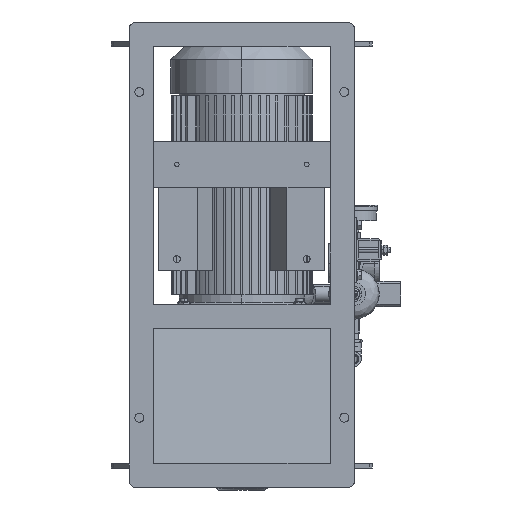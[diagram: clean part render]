
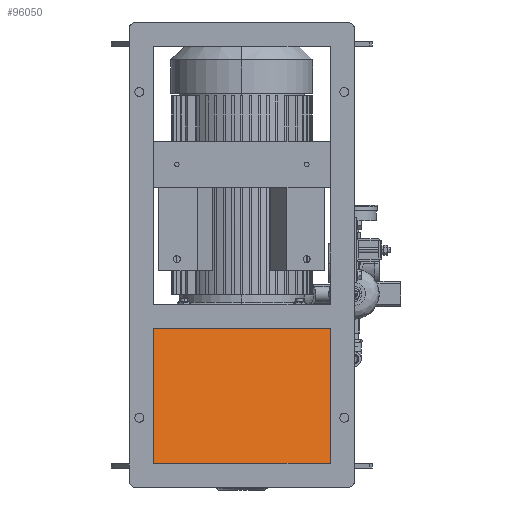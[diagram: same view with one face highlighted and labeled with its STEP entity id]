
A CAD part, front view. The second image highlights one B-rep face of the part: STEP entity #96050.
In plain terms, the highlighted planar face has unit normal (0, -0.982, 0.187).
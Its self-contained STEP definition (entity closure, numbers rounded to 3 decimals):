
#456 = CARTESIAN_POINT ( 'NONE',  ( 190., -283.965, -97.437 ) ) ;
#2059 = EDGE_CURVE ( 'NONE', #74369, #54702, #39400, .T. ) ;
#7845 = EDGE_CURVE ( 'NONE', #74369, #12570, #91806, .T. ) ;
#9944 = CARTESIAN_POINT ( 'NONE',  ( 190., -283.965, -97.437 ) ) ;
#12570 = VERTEX_POINT ( 'NONE', #92019 ) ;
#17037 = ORIENTED_EDGE ( 'NONE', *, *, #7845, .T. ) ;
#22438 = AXIS2_PLACEMENT_3D ( 'NONE', #9944, #43600, #104013 ) ;
#29775 = CARTESIAN_POINT ( 'NONE',  ( -190., -283.965, -97.437 ) ) ;
#36487 = ORIENTED_EDGE ( 'NONE', *, *, #2059, .F. ) ;
#39400 = LINE ( 'NONE', #104752, #108815 ) ;
#39495 = VERTEX_POINT ( 'NONE', #29775 ) ;
#42065 = FACE_OUTER_BOUND ( 'NONE', #93023, .T. ) ;
#42223 = CARTESIAN_POINT ( 'NONE',  ( 190., -228.965, 192. ) ) ;
#43600 = DIRECTION ( 'NONE',  ( 0., 0.982, -0.187 ) ) ;
#44756 = CARTESIAN_POINT ( 'NONE',  ( 190., -283.965, -97.437 ) ) ;
#52274 = ORIENTED_EDGE ( 'NONE', *, *, #107295, .F. ) ;
#52799 = DIRECTION ( 'NONE',  ( -1., 0., 0. ) ) ;
#54702 = VERTEX_POINT ( 'NONE', #44756 ) ;
#57832 = DIRECTION ( 'NONE',  ( 0., -0.187, -0.982 ) ) ;
#59024 = LINE ( 'NONE', #456, #99017 ) ;
#61569 = LINE ( 'NONE', #74640, #69605 ) ;
#69605 = VECTOR ( 'NONE', #57832, 1000. ) ;
#74369 = VERTEX_POINT ( 'NONE', #91500 ) ;
#74640 = CARTESIAN_POINT ( 'NONE',  ( -190., -283.965, -97.437 ) ) ;
#75854 = DIRECTION ( 'NONE',  ( -1., 0., 0. ) ) ;
#77060 = EDGE_CURVE ( 'NONE', #12570, #39495, #61569, .T. ) ;
#80922 = DIRECTION ( 'NONE',  ( 0., -0.187, -0.982 ) ) ;
#86483 = VECTOR ( 'NONE', #75854, 1000. ) ;
#89061 = ORIENTED_EDGE ( 'NONE', *, *, #77060, .T. ) ;
#91500 = CARTESIAN_POINT ( 'NONE',  ( 190., -228.965, 192. ) ) ;
#91806 = LINE ( 'NONE', #42223, #86483 ) ;
#92019 = CARTESIAN_POINT ( 'NONE',  ( -190., -228.965, 192. ) ) ;
#93023 = EDGE_LOOP ( 'NONE', ( #17037, #89061, #52274, #36487 ) ) ;
#96050 = ADVANCED_FACE ( 'NONE', ( #42065 ), #102907, .F. ) ;
#99017 = VECTOR ( 'NONE', #52799, 1000. ) ;
#102907 = PLANE ( 'NONE',  #22438 ) ;
#104013 = DIRECTION ( 'NONE',  ( 0., 0.187, 0.982 ) ) ;
#104752 = CARTESIAN_POINT ( 'NONE',  ( 190., -283.965, -97.437 ) ) ;
#107295 = EDGE_CURVE ( 'NONE', #54702, #39495, #59024, .T. ) ;
#108815 = VECTOR ( 'NONE', #80922, 1000. ) ;
